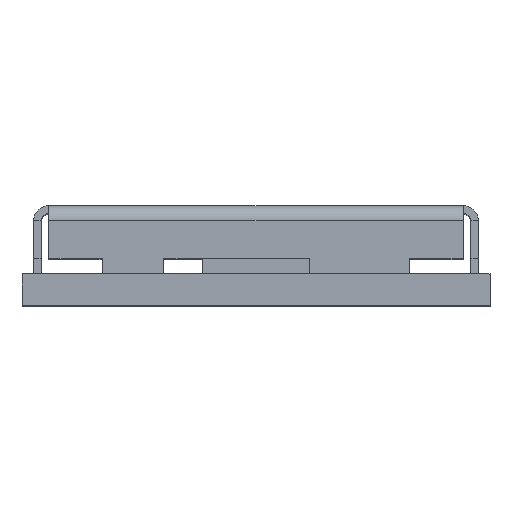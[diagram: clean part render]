
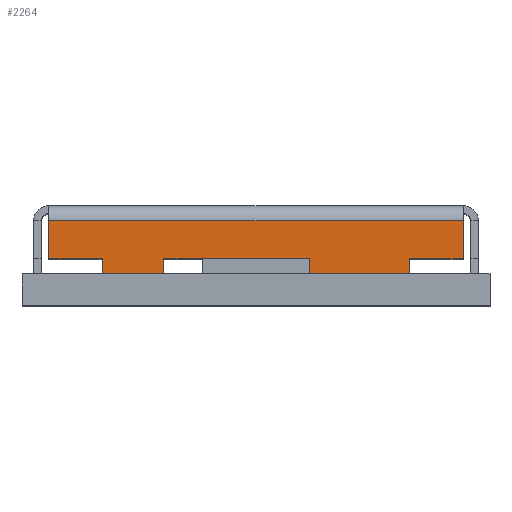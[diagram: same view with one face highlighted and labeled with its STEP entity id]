
A CAD part, top view. The second image highlights one B-rep face of the part: STEP entity #2264.
In plain terms, the highlighted planar face has unit normal (0, 0, 1).
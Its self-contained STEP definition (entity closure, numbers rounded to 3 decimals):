
#57 = CARTESIAN_POINT ( 'NONE',  ( -4., 1.22, 7.5 ) ) ;
#81 = VECTOR ( 'NONE', #782, 1000. ) ;
#101 = ORIENTED_EDGE ( 'NONE', *, *, #771, .F. ) ;
#106 = EDGE_CURVE ( 'NONE', #8472, #12482, #809, .T. ) ;
#107 = CARTESIAN_POINT ( 'NONE',  ( -5.4, 1.22, 7.5 ) ) ;
#467 = ORIENTED_EDGE ( 'NONE', *, *, #10875, .T. ) ;
#771 = EDGE_CURVE ( 'NONE', #8472, #10642, #11294, .T. ) ;
#782 = DIRECTION ( 'NONE',  ( -1., 0., 0. ) ) ;
#809 = LINE ( 'NONE', #10166, #936 ) ;
#936 = VECTOR ( 'NONE', #12088, 1000. ) ;
#957 = DIRECTION ( 'NONE',  ( 1., 0., 0. ) ) ;
#1072 = CARTESIAN_POINT ( 'NONE',  ( -2.4, 0.82, 7.5 ) ) ;
#1214 = VECTOR ( 'NONE', #2111, 1000. ) ;
#1257 = LINE ( 'NONE', #11229, #1214 ) ;
#1476 = LINE ( 'NONE', #5221, #10226 ) ;
#1492 = EDGE_CURVE ( 'NONE', #12985, #10642, #3250, .T. ) ;
#1704 = VECTOR ( 'NONE', #4536, 1000. ) ;
#2111 = DIRECTION ( 'NONE',  ( 1., 0., 0. ) ) ;
#2264 = ADVANCED_FACE ( 'NONE', ( #10482 ), #5332, .T. ) ;
#2333 = CARTESIAN_POINT ( 'NONE',  ( -5.4, 2.4, 7.5 ) ) ;
#2697 = LINE ( 'NONE', #1072, #2723 ) ;
#2723 = VECTOR ( 'NONE', #11193, 1000. ) ;
#3063 = CARTESIAN_POINT ( 'NONE',  ( -4., 0.82, 7.5 ) ) ;
#3069 = CARTESIAN_POINT ( 'NONE',  ( 4., 0.82, 7.5 ) ) ;
#3153 = EDGE_LOOP ( 'NONE', ( #101, #12048, #8986, #8610, #12858, #3535, #8696, #8199, #9166, #467, #5893, #9501 ) ) ;
#3191 = CARTESIAN_POINT ( 'NONE',  ( 4., 1.22, 7.5 ) ) ;
#3193 = CARTESIAN_POINT ( 'NONE',  ( 1.4, 0.82, 7.5 ) ) ;
#3250 = LINE ( 'NONE', #7491, #7470 ) ;
#3535 = ORIENTED_EDGE ( 'NONE', *, *, #3901, .F. ) ;
#3901 = EDGE_CURVE ( 'NONE', #3961, #5607, #5318, .T. ) ;
#3961 = VERTEX_POINT ( 'NONE', #107 ) ;
#4023 = VECTOR ( 'NONE', #4103, 1000. ) ;
#4103 = DIRECTION ( 'NONE',  ( 0., -1., 0. ) ) ;
#4119 = VERTEX_POINT ( 'NONE', #12061 ) ;
#4536 = DIRECTION ( 'NONE',  ( -1., 0., 0. ) ) ;
#4545 = DIRECTION ( 'NONE',  ( -1., 0., 0. ) ) ;
#4716 = DIRECTION ( 'NONE',  ( 0., -1., 0. ) ) ;
#5028 = EDGE_CURVE ( 'NONE', #11209, #11564, #8781, .T. ) ;
#5221 = CARTESIAN_POINT ( 'NONE',  ( -5.4, 1.22, 7.5 ) ) ;
#5318 = LINE ( 'NONE', #2333, #5466 ) ;
#5332 = PLANE ( 'NONE',  #5720 ) ;
#5419 = DIRECTION ( 'NONE',  ( 0., -1., 0. ) ) ;
#5466 = VECTOR ( 'NONE', #5580, 1000. ) ;
#5580 = DIRECTION ( 'NONE',  ( 0., 1., 0. ) ) ;
#5607 = VERTEX_POINT ( 'NONE', #12744 ) ;
#5642 = CARTESIAN_POINT ( 'NONE',  ( -4., 0.82, 7.5 ) ) ;
#5720 = AXIS2_PLACEMENT_3D ( 'NONE', #6313, #7357, #5419 ) ;
#5742 = VERTEX_POINT ( 'NONE', #7755 ) ;
#5893 = ORIENTED_EDGE ( 'NONE', *, *, #8383, .T. ) ;
#6105 = LINE ( 'NONE', #6201, #6302 ) ;
#6201 = CARTESIAN_POINT ( 'NONE',  ( 5.4, 1.22, 7.5 ) ) ;
#6302 = VECTOR ( 'NONE', #11158, 1000. ) ;
#6313 = CARTESIAN_POINT ( 'NONE',  ( 0., 0., 7.5 ) ) ;
#7357 = DIRECTION ( 'NONE',  ( 0., 0., 1. ) ) ;
#7470 = VECTOR ( 'NONE', #4716, 1000. ) ;
#7491 = CARTESIAN_POINT ( 'NONE',  ( 1.4, 0.82, 7.5 ) ) ;
#7572 = VERTEX_POINT ( 'NONE', #11072 ) ;
#7755 = CARTESIAN_POINT ( 'NONE',  ( 5.4, 2.2, 7.5 ) ) ;
#8157 = CARTESIAN_POINT ( 'NONE',  ( -2.4, 0.82, 7.5 ) ) ;
#8199 = ORIENTED_EDGE ( 'NONE', *, *, #11227, .T. ) ;
#8301 = LINE ( 'NONE', #3063, #4023 ) ;
#8383 = EDGE_CURVE ( 'NONE', #4119, #12985, #1257, .T. ) ;
#8472 = VERTEX_POINT ( 'NONE', #3069 ) ;
#8578 = CARTESIAN_POINT ( 'NONE',  ( 5.4, 0.82, 7.5 ) ) ;
#8610 = ORIENTED_EDGE ( 'NONE', *, *, #11048, .F. ) ;
#8645 = EDGE_CURVE ( 'NONE', #5742, #5607, #10260, .T. ) ;
#8696 = ORIENTED_EDGE ( 'NONE', *, *, #12487, .T. ) ;
#8781 = LINE ( 'NONE', #12942, #81 ) ;
#8986 = ORIENTED_EDGE ( 'NONE', *, *, #12526, .T. ) ;
#9166 = ORIENTED_EDGE ( 'NONE', *, *, #5028, .F. ) ;
#9501 = ORIENTED_EDGE ( 'NONE', *, *, #1492, .T. ) ;
#9558 = DIRECTION ( 'NONE',  ( 0., -1., 0. ) ) ;
#10166 = CARTESIAN_POINT ( 'NONE',  ( 4., 0.82, 7.5 ) ) ;
#10226 = VECTOR ( 'NONE', #957, 1000. ) ;
#10260 = LINE ( 'NONE', #12871, #1704 ) ;
#10482 = FACE_OUTER_BOUND ( 'NONE', #3153, .T. ) ;
#10642 = VERTEX_POINT ( 'NONE', #3193 ) ;
#10802 = CARTESIAN_POINT ( 'NONE',  ( -5.4, 0.82, 7.5 ) ) ;
#10875 = EDGE_CURVE ( 'NONE', #11209, #4119, #2697, .T. ) ;
#11048 = EDGE_CURVE ( 'NONE', #5742, #7572, #12703, .T. ) ;
#11072 = CARTESIAN_POINT ( 'NONE',  ( 5.4, 1.22, 7.5 ) ) ;
#11158 = DIRECTION ( 'NONE',  ( 1., 0., 0. ) ) ;
#11193 = DIRECTION ( 'NONE',  ( 0., 1., 0. ) ) ;
#11209 = VERTEX_POINT ( 'NONE', #8157 ) ;
#11227 = EDGE_CURVE ( 'NONE', #12518, #11564, #8301, .T. ) ;
#11229 = CARTESIAN_POINT ( 'NONE',  ( 1.4, 1.22, 7.5 ) ) ;
#11250 = VECTOR ( 'NONE', #4545, 1000. ) ;
#11294 = LINE ( 'NONE', #10802, #11250 ) ;
#11564 = VERTEX_POINT ( 'NONE', #5642 ) ;
#12048 = ORIENTED_EDGE ( 'NONE', *, *, #106, .T. ) ;
#12061 = CARTESIAN_POINT ( 'NONE',  ( -2.4, 1.22, 7.5 ) ) ;
#12088 = DIRECTION ( 'NONE',  ( 0., 1., 0. ) ) ;
#12482 = VERTEX_POINT ( 'NONE', #3191 ) ;
#12487 = EDGE_CURVE ( 'NONE', #3961, #12518, #1476, .T. ) ;
#12518 = VERTEX_POINT ( 'NONE', #57 ) ;
#12526 = EDGE_CURVE ( 'NONE', #12482, #7572, #6105, .T. ) ;
#12703 = LINE ( 'NONE', #8578, #12799 ) ;
#12742 = CARTESIAN_POINT ( 'NONE',  ( 1.4, 1.22, 7.5 ) ) ;
#12744 = CARTESIAN_POINT ( 'NONE',  ( -5.4, 2.2, 7.5 ) ) ;
#12799 = VECTOR ( 'NONE', #9558, 1000. ) ;
#12858 = ORIENTED_EDGE ( 'NONE', *, *, #8645, .T. ) ;
#12871 = CARTESIAN_POINT ( 'NONE',  ( 0., 2.2, 7.5 ) ) ;
#12942 = CARTESIAN_POINT ( 'NONE',  ( -5.4, 0.82, 7.5 ) ) ;
#12985 = VERTEX_POINT ( 'NONE', #12742 ) ;
